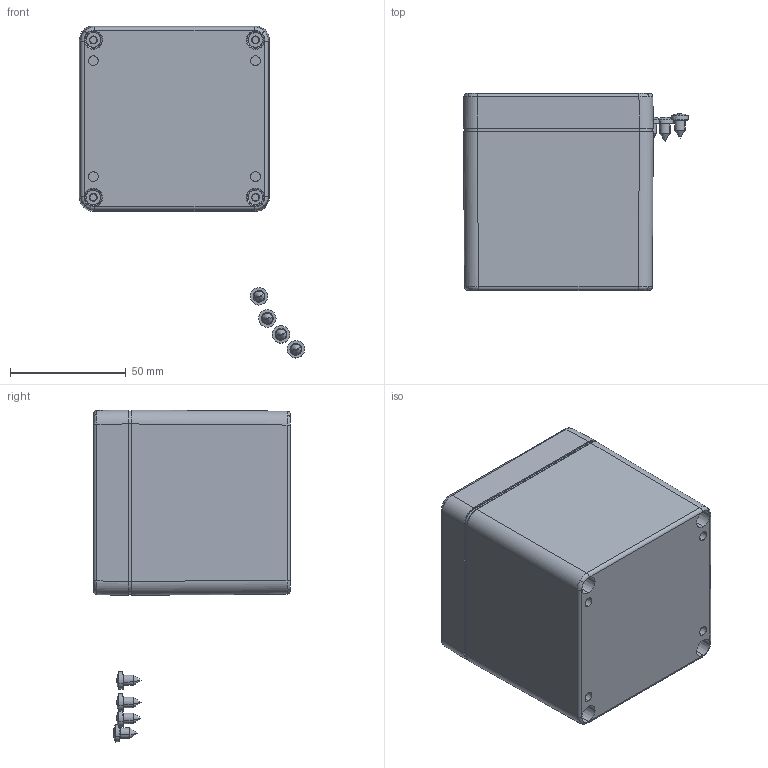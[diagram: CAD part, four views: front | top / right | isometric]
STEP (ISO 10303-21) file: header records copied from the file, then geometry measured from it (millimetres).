
FILE_DESCRIPTION(('FreeCAD Model'),'2;1');
FILE_NAME('828085.STEP', '2026-03-24T15:21:52',('Author'),(''), 'Open CASCADE STEP processor 7.3','FreeCAD','Unknown');
FILE_SCHEMA(('AUTOMOTIVE_DESIGN { 1 0 10303 214 1 1 1 1 }'));
Length unit declared in the file: millimetre
Products named in the file (9): 828085; 82002_im_Deckel_eingebaut; 32091; 31911001; 31911; 31090-Einpressbuchse003; 51005; 5200.009.003; 93214_WN1442_D4,5x7,011
Assembly tree (17 placements, depth 3):
  828085
    82002_im_Deckel_eingebaut
    32091
    31911001
      31911
      31090-Einpressbuchse003  x4
    51005
      5200.009.003  x4
      93214_WN1442_D4,5x7,011  x4
Bounding box: 97.21 x 85 x 143.32 mm (x, y, z)
Volume: 129884.5 mm3; surface area: 101912.4 mm2
Topology: 15 solids, 15 shells, 1479 faces, 3662 edges, 2245 vertices
Faces by surface type: plane 609, cylinder 279, bspline 244, cone 210, torus 121, sphere 8, revolution 8
Entity records: 42023 total; most frequent: CARTESIAN_POINT 19052, ORIENTED_EDGE 5048, DIRECTION 4378, EDGE_CURVE 2524, AXIS2_PLACEMENT_3D 1634, VERTEX_POINT 1528, FACE_BOUND 1118, EDGE_LOOP 1118
